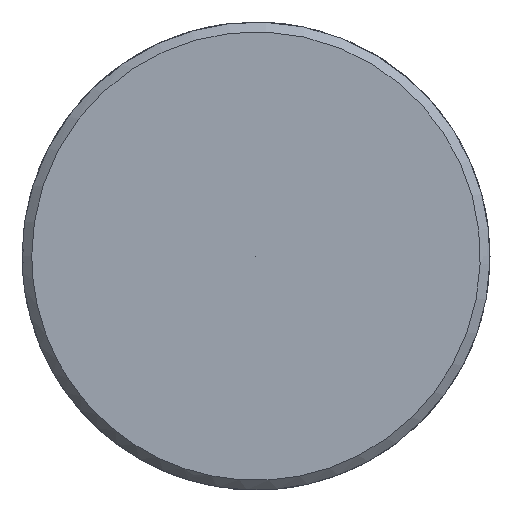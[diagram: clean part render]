
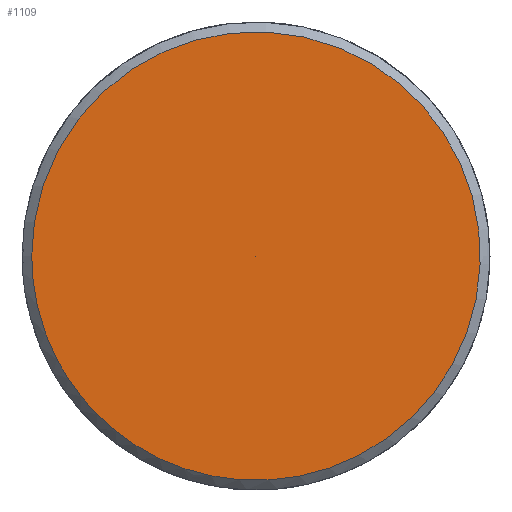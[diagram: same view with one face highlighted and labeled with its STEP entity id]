
A CAD part, left-side view. The second image highlights one B-rep face of the part: STEP entity #1109.
In plain terms, the highlighted free-form (B-spline) face has degree [5, 1] with [6, 2] control points.
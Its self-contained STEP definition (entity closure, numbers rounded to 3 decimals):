
#1037 = CARTESIAN_POINT ('', (-110., 5.75, 0.));
#1038 = VERTEX_POINT ('', #1037);
#1048 = CARTESIAN_POINT ('', (-110., 5.75, 0.));
#1049 = CARTESIAN_POINT ('', (-110., 5.75, 23.));
#1050 = CARTESIAN_POINT ('', (-110., -17.25, 11.5));
#1051 = CARTESIAN_POINT ('', (-110., -17.25, -11.5));
#1052 = CARTESIAN_POINT ('', (-110., 5.75, -23.));
#1053 = CARTESIAN_POINT ('', (-110., 5.75, 0.));
#1054 = (
   BOUNDED_CURVE ()
   B_SPLINE_CURVE (5, (#1048, #1049, #1050, #1051, #1052, #1053), .UNSPECIFIED., .T., .U.)
   B_SPLINE_CURVE_WITH_KNOTS ((6, 6), (0., 1.), .UNSPECIFIED.)
   CURVE ()
   GEOMETRIC_REPRESENTATION_ITEM ()
   RATIONAL_B_SPLINE_CURVE ((5., 1., 1., 1., 1., 5.))
   REPRESENTATION_ITEM ('')
);
#1055 = EDGE_CURVE ('', #1038, #1038, #1054, .T.);
#1085 = CARTESIAN_POINT ('', (-110., 0., 0.));
#1086 = VERTEX_POINT ('', #1085);
#1087 = CARTESIAN_POINT ('', (-110., 5.75, 0.));
#1088 = CARTESIAN_POINT ('', (-110., 0., 0.));
#1089 = B_SPLINE_CURVE_WITH_KNOTS ('', 1, (#1087, #1088), .UNSPECIFIED., .F., .U., (2, 2), (0., 1.), .UNSPECIFIED.);
#1090 = EDGE_CURVE ('', #1038, #1086, #1089, .T.);
#1091 = ORIENTED_EDGE ('', *, *, #1090, .F.);
#1092 = ORIENTED_EDGE ('', *, *, #1055, .T.);
#1093 = ORIENTED_EDGE ('', *, *, #1090, .T.);
#1094 = EDGE_LOOP ('', (#1091, #1092, #1093));
#1095 = FACE_OUTER_BOUND ('', #1094, .F.);
#1096 = CARTESIAN_POINT ('', (-110., 5.75, 0.));
#1097 = CARTESIAN_POINT ('', (-110., 0., 0.));
#1098 = CARTESIAN_POINT ('', (-110., 5.75, 23.));
#1099 = CARTESIAN_POINT ('', (-110., 0., 0.));
#1100 = CARTESIAN_POINT ('', (-110., -17.25, 11.5));
#1101 = CARTESIAN_POINT ('', (-110., 0., 0.));
#1102 = CARTESIAN_POINT ('', (-110., -17.25, -11.5));
#1103 = CARTESIAN_POINT ('', (-110., 0., 0.));
#1104 = CARTESIAN_POINT ('', (-110., 5.75, -23.));
#1105 = CARTESIAN_POINT ('', (-110., 0., 0.));
#1106 = CARTESIAN_POINT ('', (-110., 5.75, 0.));
#1107 = CARTESIAN_POINT ('', (-110., 0., 0.));
#1108 = (
   BOUNDED_SURFACE ()
   B_SPLINE_SURFACE (5, 1, ((#1096, #1097), (#1098, #1099), (#1100, #1101), (#1102, #1103), (#1104, #1105), (#1106, #1107)), .UNSPECIFIED., .T., .F., .U.)
   B_SPLINE_SURFACE_WITH_KNOTS ((6, 6), (2, 2), (0., 1.), (0., 1.), .UNSPECIFIED.)
   SURFACE ()
   GEOMETRIC_REPRESENTATION_ITEM ()
   RATIONAL_B_SPLINE_SURFACE (((5., 5.), (1., 1.), (1., 1.), (1., 1.), (1., 1.), (5., 5.)))
   REPRESENTATION_ITEM ('')
);
#1109 = ADVANCED_FACE ('', (#1095), #1108, .F.);
